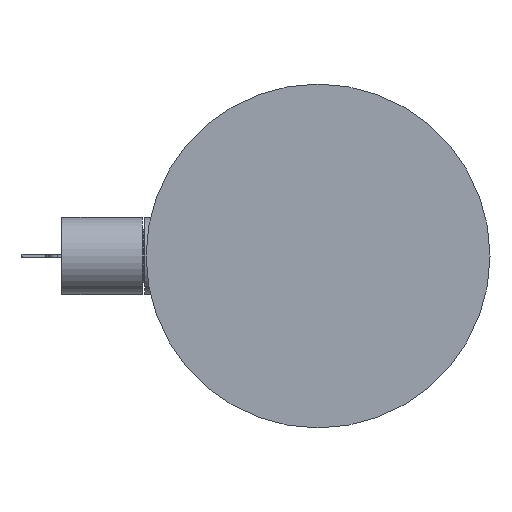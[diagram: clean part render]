
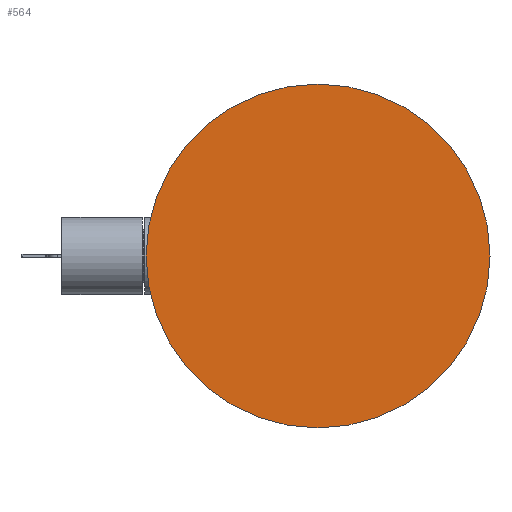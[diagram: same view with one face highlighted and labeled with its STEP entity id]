
A CAD part, left-side view. The second image highlights one B-rep face of the part: STEP entity #564.
In plain terms, the highlighted planar face has unit normal (-1, 0, 0).
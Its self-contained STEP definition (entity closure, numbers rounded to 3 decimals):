
#35 = AXIS2_PLACEMENT_3D ( 'NONE', #1221, #719, #1974 ) ;
#198 = EDGE_LOOP ( 'NONE', ( #2038, #1945 ) ) ;
#564 = ADVANCED_FACE ( 'Defeature ausgef�hrt1_67', ( #2239 ), #1948, .F. ) ;
#640 = DIRECTION ( 'NONE',  ( 0., 0., 1. ) ) ;
#695 = DIRECTION ( 'NONE',  ( 1., 0., 0. ) ) ;
#719 = DIRECTION ( 'NONE',  ( -1., 0., 0. ) ) ;
#841 = CARTESIAN_POINT ( 'NONE',  ( -6., 0., 48. ) ) ;
#931 = AXIS2_PLACEMENT_3D ( 'NONE', #2135, #1125, #640 ) ;
#1125 = DIRECTION ( 'NONE',  ( -1., 0., 0. ) ) ;
#1187 = DIRECTION ( 'NONE',  ( 0., 0., -1. ) ) ;
#1221 = CARTESIAN_POINT ( 'NONE',  ( -6., 0., 0. ) ) ;
#1259 = AXIS2_PLACEMENT_3D ( 'NONE', #1917, #695, #1187 ) ;
#1299 = CARTESIAN_POINT ( 'NONE',  ( -6., 0., -48. ) ) ;
#1434 = CIRCLE ( 'NONE', #931, 48. ) ;
#1609 = VERTEX_POINT ( 'NONE', #1299 ) ;
#1912 = EDGE_CURVE ( 'Defeature ausgef�hrt1_67+Defeature ausgef�hrt1_69+Defeature ausgef�hrt1_69+Defeature ausgef�hrt1_69', #3096, #1609, #1434, .T. ) ;
#1917 = CARTESIAN_POINT ( 'NONE',  ( -6., 48., 0. ) ) ;
#1945 = ORIENTED_EDGE ( 'NONE', *, *, #2141, .T. ) ;
#1948 = PLANE ( 'NONE',  #1259 ) ;
#1974 = DIRECTION ( 'NONE',  ( 0., 0., 1. ) ) ;
#2038 = ORIENTED_EDGE ( 'NONE', *, *, #1912, .T. ) ;
#2135 = CARTESIAN_POINT ( 'NONE',  ( -6., 0., 0. ) ) ;
#2141 = EDGE_CURVE ( 'Defeature ausgef�hrt1_67+Defeature ausgef�hrt1_69+Defeature ausgef�hrt1_69+Defeature ausgef�hrt1_69', #1609, #3096, #2339, .T. ) ;
#2239 = FACE_OUTER_BOUND ( 'NONE', #198, .T. ) ;
#2339 = CIRCLE ( 'NONE', #35, 48. ) ;
#3096 = VERTEX_POINT ( 'NONE', #841 ) ;
